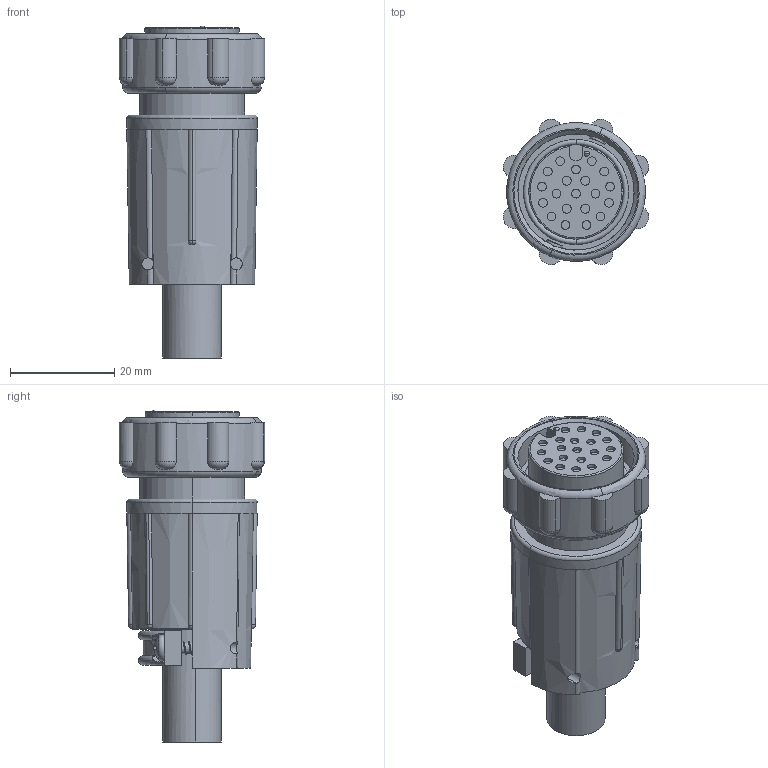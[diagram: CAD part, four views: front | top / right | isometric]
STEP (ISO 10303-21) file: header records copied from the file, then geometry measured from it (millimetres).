
FILE_DESCRIPTION (( 'STEP AP203' ), '1' );
FILE_NAME ('13282-20SG-331.STEP', '2013-09-09T16:28:46', ( 'J0FPBF1' ), ( '' ), 'SwSTEP 2.0', 'SolidWorks 2012', '' );
FILE_SCHEMA (( 'CONFIG_CONTROL_DESIGN' ));
Length unit declared in the file: inch
Products named in the file (1): 13282-20SG-331
Bounding box: 27.91 x 27.9 x 63.81 mm (x, y, z)
Volume: 21104.3 mm3; surface area: 7992.4 mm2
Topology: 1 solids, 1 shells, 313 faces, 787 edges, 504 vertices
Faces by surface type: plane 124, cylinder 106, torus 40, cone 22, sphere 17, bspline 4
Entity records: 12352 total; most frequent: CARTESIAN_POINT 4826, DIRECTION 1591, ORIENTED_EDGE 1570, EDGE_CURVE 785, AXIS2_PLACEMENT_3D 670, VERTEX_POINT 504, CIRCLE 360, EDGE_LOOP 347
